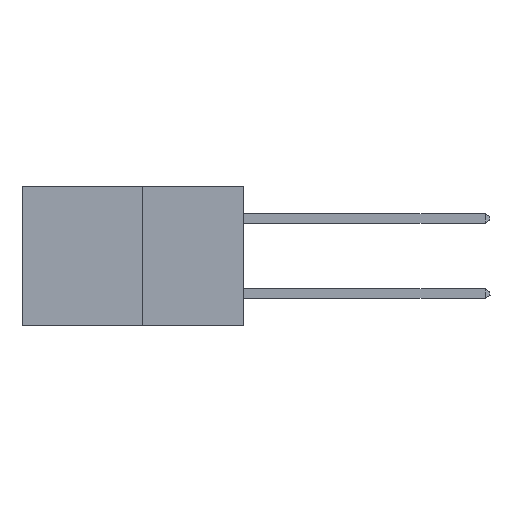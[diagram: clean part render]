
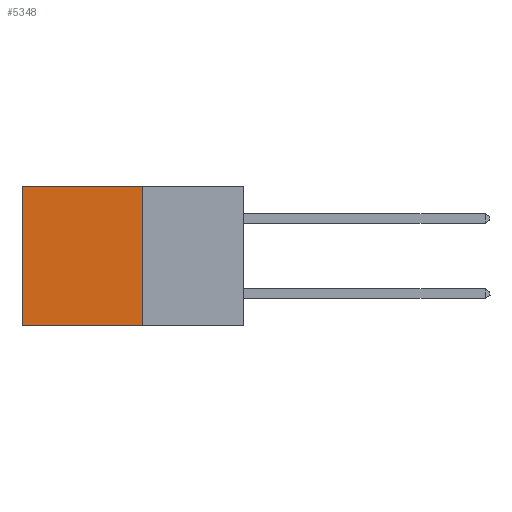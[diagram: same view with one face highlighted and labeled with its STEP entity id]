
A CAD part, left-side view. The second image highlights one B-rep face of the part: STEP entity #5348.
In plain terms, the highlighted planar face has unit normal (-1, 0, 0).
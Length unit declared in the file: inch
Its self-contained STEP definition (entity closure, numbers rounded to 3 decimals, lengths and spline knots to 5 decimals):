
#2142 = VECTOR ( 'NONE', #25476, 39.37008 ) ;
#2181 = DIRECTION ( 'NONE',  ( 0., 0., -1. ) ) ;
#2227 = DIRECTION ( 'NONE',  ( 1., 0., 0. ) ) ;
#3825 = EDGE_CURVE ( 'NONE', #21768, #22951, #27513, .T. ) ;
#4175 = EDGE_LOOP ( 'NONE', ( #11039, #18955, #11108, #13598 ) ) ;
#5348 = ADVANCED_FACE ( 'NONE', ( #7337 ), #25128, .F. ) ;
#6214 = DIRECTION ( 'NONE',  ( 0., 1., 0. ) ) ;
#7337 = FACE_OUTER_BOUND ( 'NONE', #4175, .T. ) ;
#7472 = LINE ( 'NONE', #21619, #24200 ) ;
#7736 = CARTESIAN_POINT ( 'NONE',  ( 0.277, 0.27, 0. ) ) ;
#9035 = AXIS2_PLACEMENT_3D ( 'NONE', #23038, #2227, #2181 ) ;
#9558 = LINE ( 'NONE', #23937, #20532 ) ;
#10350 = CARTESIAN_POINT ( 'NONE',  ( 0.277, 0.27, -0.37 ) ) ;
#11039 = ORIENTED_EDGE ( 'NONE', *, *, #19197, .T. ) ;
#11108 = ORIENTED_EDGE ( 'NONE', *, *, #3825, .F. ) ;
#12389 = CARTESIAN_POINT ( 'NONE',  ( 0.277, 0.59, 0. ) ) ;
#13598 = ORIENTED_EDGE ( 'NONE', *, *, #22477, .T. ) ;
#14541 = VERTEX_POINT ( 'NONE', #12389 ) ;
#16647 = CARTESIAN_POINT ( 'NONE',  ( 0.277, 0.27, -0.37 ) ) ;
#18955 = ORIENTED_EDGE ( 'NONE', *, *, #27729, .F. ) ;
#19052 = CARTESIAN_POINT ( 'NONE',  ( 0.277, 0.59, -0.37 ) ) ;
#19197 = EDGE_CURVE ( 'NONE', #14541, #21174, #19926, .T. ) ;
#19926 = LINE ( 'NONE', #19052, #2142 ) ;
#20532 = VECTOR ( 'NONE', #26095, 39.37008 ) ;
#21174 = VERTEX_POINT ( 'NONE', #23426 ) ;
#21619 = CARTESIAN_POINT ( 'NONE',  ( 0.277, 0.27, -0.37 ) ) ;
#21768 = VERTEX_POINT ( 'NONE', #7736 ) ;
#21856 = VECTOR ( 'NONE', #23668, 39.37008 ) ;
#22477 = EDGE_CURVE ( 'NONE', #21768, #14541, #9558, .T. ) ;
#22951 = VERTEX_POINT ( 'NONE', #10350 ) ;
#23038 = CARTESIAN_POINT ( 'NONE',  ( 0.277, 0.27, -0.37 ) ) ;
#23426 = CARTESIAN_POINT ( 'NONE',  ( 0.277, 0.59, -0.37 ) ) ;
#23668 = DIRECTION ( 'NONE',  ( 0., 0., -1. ) ) ;
#23937 = CARTESIAN_POINT ( 'NONE',  ( 0.277, 0.27, 0. ) ) ;
#24200 = VECTOR ( 'NONE', #6214, 39.37008 ) ;
#25128 = PLANE ( 'NONE',  #9035 ) ;
#25476 = DIRECTION ( 'NONE',  ( 0., 0., -1. ) ) ;
#26095 = DIRECTION ( 'NONE',  ( 0., 1., 0. ) ) ;
#27513 = LINE ( 'NONE', #16647, #21856 ) ;
#27729 = EDGE_CURVE ( 'NONE', #22951, #21174, #7472, .T. ) ;
